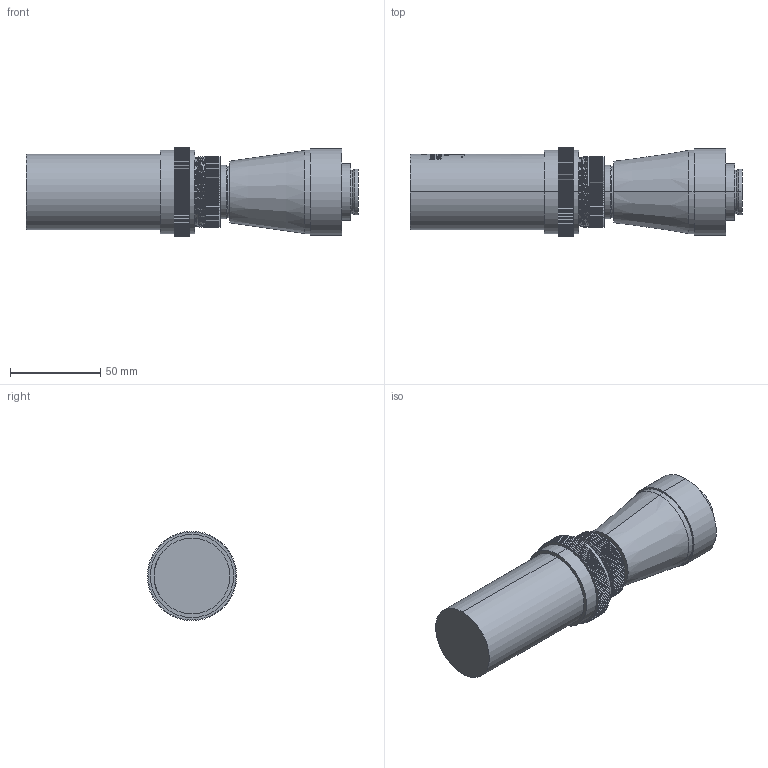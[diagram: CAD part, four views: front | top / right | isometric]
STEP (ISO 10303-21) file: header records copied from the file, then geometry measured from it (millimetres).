
FILE_DESCRIPTION (( 'STEP AP203' ), '1' );
FILE_NAME ('S5LPJ4061_216_01.STEP', '2019-09-24T10:13:09', ( '' ), ( '' ), 'SwSTEP 2.0', 'SolidWorks 2017', '' );
FILE_SCHEMA (( 'CONFIG_CONTROL_DESIGN' ));
Products named in the file (1): S5LPJ4061_216_01
Bounding box: 183.71 x 49.49 x 49.5 mm (x, y, z)
Volume: 251339.9 mm3; surface area: 30679.4 mm2
Topology: 1 solids, 1 shells, 1194 faces, 3599 edges, 2479 vertices
Faces by surface type: plane 802, cylinder 368, cone 11, torus 10, bspline 3
Entity records: 48013 total; most frequent: CARTESIAN_POINT 15125, ORIENTED_EDGE 7198, DIRECTION 6590, EDGE_CURVE 3599, VERTEX_POINT 2479, VECTOR 2292, LINE 2292, AXIS2_PLACEMENT_3D 2149
